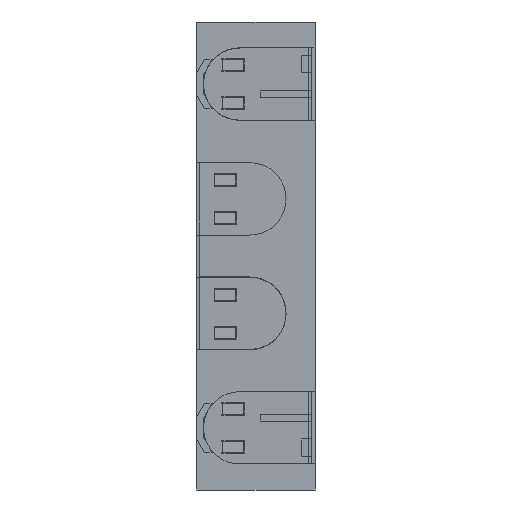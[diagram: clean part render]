
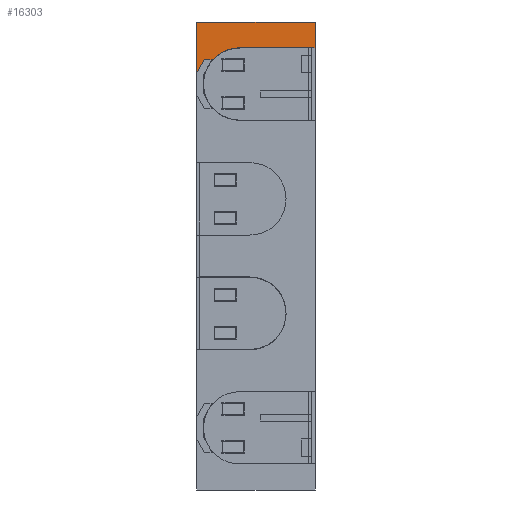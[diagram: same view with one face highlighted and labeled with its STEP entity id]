
A CAD part, left-side view. The second image highlights one B-rep face of the part: STEP entity #16303.
In plain terms, the highlighted planar face has unit normal (-1, 0, 0).
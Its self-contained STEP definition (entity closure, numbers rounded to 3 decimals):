
#189 = VERTEX_POINT ( 'NONE', #15706 ) ;
#1699 = EDGE_LOOP ( 'NONE', ( #11592, #4580, #6757, #17939, #15464, #23422, #24735, #11799, #19894, #16580 ) ) ;
#1895 = DIRECTION ( 'NONE',  ( 0., 1., 0. ) ) ;
#1969 = CARTESIAN_POINT ( 'NONE',  ( -28.75, 0.005, 4.549 ) ) ;
#2336 = DIRECTION ( 'NONE',  ( -1., 0., 0. ) ) ;
#2609 = CARTESIAN_POINT ( 'NONE',  ( -28.75, 0., 4.549 ) ) ;
#3517 = EDGE_CURVE ( 'NONE', #27644, #24022, #18822, .T. ) ;
#3870 = VERTEX_POINT ( 'NONE', #19929 ) ;
#3964 = DIRECTION ( 'NONE',  ( 1., 0., 0. ) ) ;
#4178 = DIRECTION ( 'NONE',  ( 0., 1., -0.001 ) ) ;
#4385 = LINE ( 'NONE', #5995, #16296 ) ;
#4580 = ORIENTED_EDGE ( 'NONE', *, *, #16421, .F. ) ;
#5268 = CARTESIAN_POINT ( 'NONE',  ( -28.75, 10.132, 4.538 ) ) ;
#5454 = CARTESIAN_POINT ( 'NONE',  ( -28.75, 13.848, 2.969 ) ) ;
#5616 = CARTESIAN_POINT ( 'NONE',  ( -28.75, 0.9, 4.549 ) ) ;
#5995 = CARTESIAN_POINT ( 'NONE',  ( -28.75, 11.672, 6.739 ) ) ;
#6425 = DIRECTION ( 'NONE',  ( 0., 0., 1. ) ) ;
#6757 = ORIENTED_EDGE ( 'NONE', *, *, #14435, .F. ) ;
#6838 = VECTOR ( 'NONE', #20109, 1000. ) ;
#8242 = PLANE ( 'NONE',  #15919 ) ;
#8408 = LINE ( 'NONE', #14063, #17277 ) ;
#8455 = VECTOR ( 'NONE', #24021, 1000. ) ;
#8517 = VERTEX_POINT ( 'NONE', #5268 ) ;
#8763 = LINE ( 'NONE', #1969, #22412 ) ;
#9934 = LINE ( 'NONE', #26234, #16076 ) ;
#11038 = CARTESIAN_POINT ( 'NONE',  ( -28.75, 14.887, 2.969 ) ) ;
#11100 = CARTESIAN_POINT ( 'NONE',  ( -28.75, 10.132, -0.331 ) ) ;
#11592 = ORIENTED_EDGE ( 'NONE', *, *, #20216, .F. ) ;
#11777 = EDGE_CURVE ( 'NONE', #8517, #189, #17934, .T. ) ;
#11799 = ORIENTED_EDGE ( 'NONE', *, *, #15062, .T. ) ;
#12316 = DIRECTION ( 'NONE',  ( 0., 0., 1. ) ) ;
#12674 = CARTESIAN_POINT ( 'NONE',  ( -28.75, 0., 4.549 ) ) ;
#13462 = VERTEX_POINT ( 'NONE', #11038 ) ;
#13519 = VECTOR ( 'NONE', #12316, 1000. ) ;
#14063 = CARTESIAN_POINT ( 'NONE',  ( -28.75, 15.9, 8.038 ) ) ;
#14435 = EDGE_CURVE ( 'NONE', #189, #28165, #4385, .T. ) ;
#14711 = CARTESIAN_POINT ( 'NONE',  ( -28.75, 0., -16.075 ) ) ;
#15062 = EDGE_CURVE ( 'NONE', #19699, #3870, #15576, .T. ) ;
#15184 = LINE ( 'NONE', #26162, #22341 ) ;
#15277 = DIRECTION ( 'NONE',  ( 0., 1., 0. ) ) ;
#15464 = ORIENTED_EDGE ( 'NONE', *, *, #24249, .F. ) ;
#15492 = DIRECTION ( 'NONE',  ( 0., 0., 1. ) ) ;
#15576 = LINE ( 'NONE', #14711, #13519 ) ;
#15706 = CARTESIAN_POINT ( 'NONE',  ( -28.75, 14.348, 2.103 ) ) ;
#15919 = AXIS2_PLACEMENT_3D ( 'NONE', #23673, #3964, #19312 ) ;
#15999 = CARTESIAN_POINT ( 'NONE',  ( -28.75, 15.9, -16.075 ) ) ;
#16076 = VECTOR ( 'NONE', #6425, 1000. ) ;
#16296 = VECTOR ( 'NONE', #16935, 1000. ) ;
#16303 = ADVANCED_FACE ( 'NONE', ( #17247 ), #8242, .F. ) ;
#16421 = EDGE_CURVE ( 'NONE', #28165, #13462, #15184, .T. ) ;
#16580 = ORIENTED_EDGE ( 'NONE', *, *, #3517, .F. ) ;
#16711 = VERTEX_POINT ( 'NONE', #5616 ) ;
#16935 = DIRECTION ( 'NONE',  ( 0., -0.5, 0.866 ) ) ;
#17247 = FACE_OUTER_BOUND ( 'NONE', #1699, .T. ) ;
#17277 = VECTOR ( 'NONE', #22651, 1000. ) ;
#17934 = CIRCLE ( 'NONE', #18968, 4.868 ) ;
#17939 = ORIENTED_EDGE ( 'NONE', *, *, #11777, .F. ) ;
#18004 = LINE ( 'NONE', #23740, #8455 ) ;
#18822 = LINE ( 'NONE', #15999, #6838 ) ;
#18968 = AXIS2_PLACEMENT_3D ( 'NONE', #11100, #2336, #15492 ) ;
#19312 = DIRECTION ( 'NONE',  ( 0., 0., -1. ) ) ;
#19687 = LINE ( 'NONE', #12674, #23770 ) ;
#19699 = VERTEX_POINT ( 'NONE', #2609 ) ;
#19894 = ORIENTED_EDGE ( 'NONE', *, *, #21245, .F. ) ;
#19929 = CARTESIAN_POINT ( 'NONE',  ( -28.75, 0., 8.038 ) ) ;
#19981 = VERTEX_POINT ( 'NONE', #27504 ) ;
#20109 = DIRECTION ( 'NONE',  ( 0., 0., 1. ) ) ;
#20216 = EDGE_CURVE ( 'NONE', #13462, #27644, #18004, .T. ) ;
#20871 = EDGE_CURVE ( 'NONE', #19699, #16711, #19687, .T. ) ;
#21245 = EDGE_CURVE ( 'NONE', #24022, #3870, #8408, .T. ) ;
#22341 = VECTOR ( 'NONE', #15277, 1000. ) ;
#22412 = VECTOR ( 'NONE', #4178, 1000. ) ;
#22651 = DIRECTION ( 'NONE',  ( 0., -1., 0. ) ) ;
#23422 = ORIENTED_EDGE ( 'NONE', *, *, #26744, .T. ) ;
#23673 = CARTESIAN_POINT ( 'NONE',  ( -28.75, 15.9, -16.075 ) ) ;
#23740 = CARTESIAN_POINT ( 'NONE',  ( -28.75, 12.451, 7.189 ) ) ;
#23770 = VECTOR ( 'NONE', #1895, 1000. ) ;
#24021 = DIRECTION ( 'NONE',  ( 0., 0.5, -0.866 ) ) ;
#24022 = VERTEX_POINT ( 'NONE', #27350 ) ;
#24249 = EDGE_CURVE ( 'NONE', #19981, #8517, #8763, .T. ) ;
#24645 = CARTESIAN_POINT ( 'NONE',  ( -28.75, 15.9, 1.215 ) ) ;
#24735 = ORIENTED_EDGE ( 'NONE', *, *, #20871, .F. ) ;
#26162 = CARTESIAN_POINT ( 'NONE',  ( -28.75, 0., 2.969 ) ) ;
#26234 = CARTESIAN_POINT ( 'NONE',  ( -28.75, 0.9, 0. ) ) ;
#26744 = EDGE_CURVE ( 'NONE', #19981, #16711, #9934, .T. ) ;
#27350 = CARTESIAN_POINT ( 'NONE',  ( -28.75, 15.9, 8.038 ) ) ;
#27504 = CARTESIAN_POINT ( 'NONE',  ( -28.75, 0.9, 4.548 ) ) ;
#27644 = VERTEX_POINT ( 'NONE', #24645 ) ;
#28165 = VERTEX_POINT ( 'NONE', #5454 ) ;
